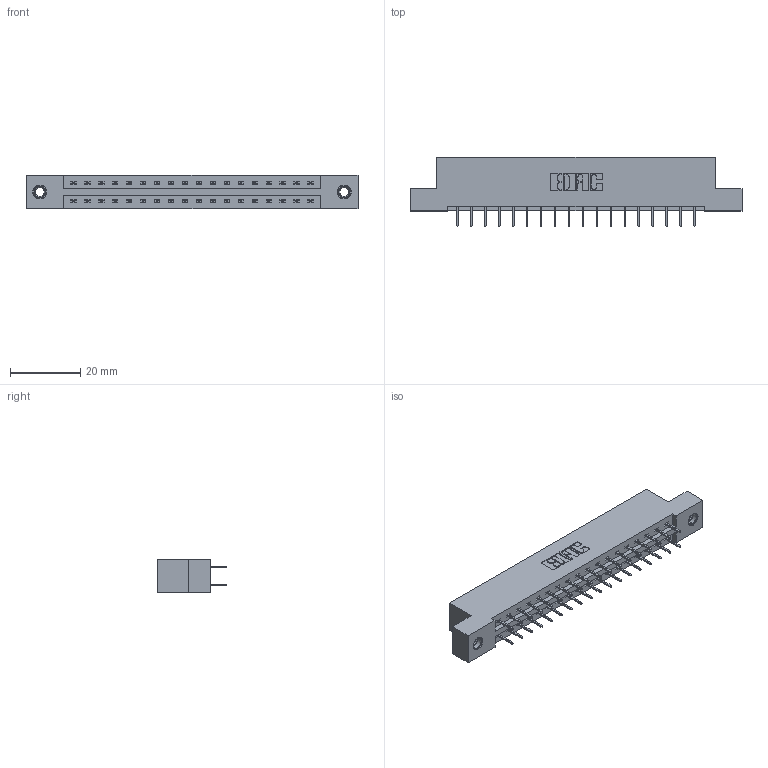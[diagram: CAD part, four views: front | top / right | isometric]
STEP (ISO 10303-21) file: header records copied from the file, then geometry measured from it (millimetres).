
FILE_DESCRIPTION (( 'STEP AP203' ), '1' );
FILE_NAME ('387-036-524-207.STEP', '2018-09-18T23:54:08', ( '' ), ( '' ), 'SwSTEP 2.0', 'SolidWorks 2016', '' );
FILE_SCHEMA (( 'CONFIG_CONTROL_DESIGN' ));
Length unit declared in the file: inch
Products named in the file (4): 337 Part_Flush Mounting Lugs - 0.156 Dia-TI; 345-292-001_345-293-124; 345-250-001_345-250-005-103; 387-036-524-207
Assembly tree (39 placements, depth 2):
  387-036-524-207
    337 Part_Flush Mounting Lugs - 0.156 Dia-TI
    345-292-001_345-293-124  x36
    345-250-001_345-250-005-103  x2
Bounding box: 94.34 x 19.69 x 9.4 mm (x, y, z)
Volume: 9554.4 mm3; surface area: 10435.3 mm2
Topology: 39 solids, 39 shells, 2262 faces, 6387 edges, 4106 vertices
Faces by surface type: plane 1686, cylinder 560, cone 12, torus 4
Entity records: 18320 total; most frequent: CARTESIAN_POINT 3085, ORIENTED_EDGE 3014, DIRECTION 2701, EDGE_CURVE 1507, VECTOR 1363, LINE 1363, VERTEX_POINT 996, AXIS2_PLACEMENT_3D 669
